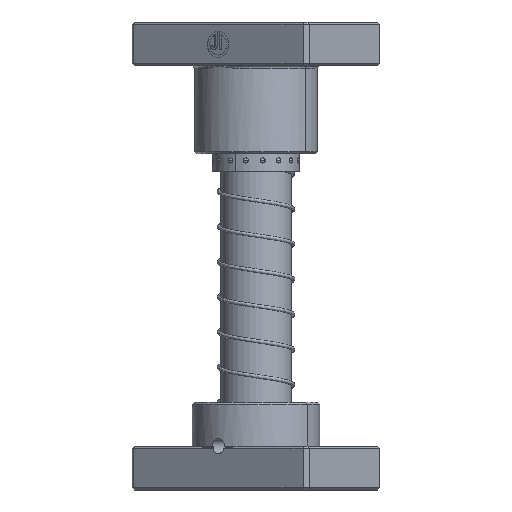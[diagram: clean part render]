
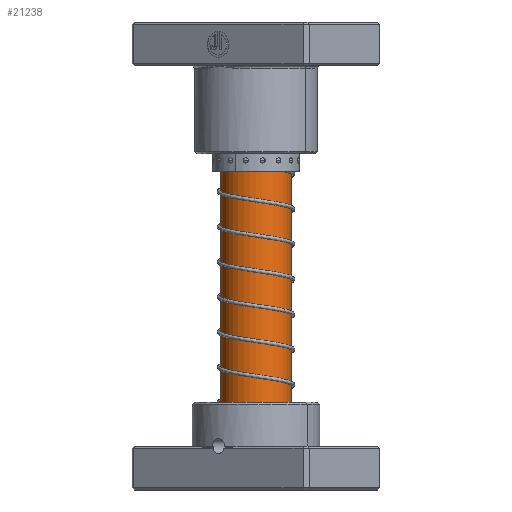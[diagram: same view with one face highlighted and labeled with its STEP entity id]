
A CAD part, front view. The second image highlights one B-rep face of the part: STEP entity #21238.
In plain terms, the highlighted cylindrical face has radius 16 mm (diameter 32 mm), a partial arc.
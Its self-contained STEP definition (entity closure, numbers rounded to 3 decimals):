
#287 = DIRECTION ( 'NONE',  ( 0., 0., -1. ) ) ;
#981 = ORIENTED_EDGE ( 'NONE', *, *, #35230, .T. ) ;
#1497 = CARTESIAN_POINT ( 'NONE',  ( 16., 0., 177. ) ) ;
#2472 = DIRECTION ( 'NONE',  ( 0., 0., -1. ) ) ;
#2672 = CIRCLE ( 'NONE', #28816, 16. ) ;
#5001 = EDGE_LOOP ( 'NONE', ( #26110, #981, #28321, #14599 ) ) ;
#6830 = CARTESIAN_POINT ( 'NONE',  ( -16., 0., 180. ) ) ;
#7380 = EDGE_CURVE ( 'NONE', #30753, #19108, #2672, .T. ) ;
#8661 = VECTOR ( 'NONE', #13453, 1000. ) ;
#10289 = CIRCLE ( 'NONE', #18171, 16. ) ;
#10572 = EDGE_CURVE ( 'NONE', #41952, #19108, #40162, .T. ) ;
#11512 = CARTESIAN_POINT ( 'NONE',  ( -16., 0., 177. ) ) ;
#13453 = DIRECTION ( 'NONE',  ( 0., 0., -1. ) ) ;
#14599 = ORIENTED_EDGE ( 'NONE', *, *, #7380, .F. ) ;
#15730 = CARTESIAN_POINT ( 'NONE',  ( -16., 0., 24.25 ) ) ;
#16895 = CYLINDRICAL_SURFACE ( 'NONE', #19734, 16. ) ;
#17268 = LINE ( 'NONE', #29704, #8661 ) ;
#18171 = AXIS2_PLACEMENT_3D ( 'NONE', #21922, #2472, #25218 ) ;
#19108 = VERTEX_POINT ( 'NONE', #15730 ) ;
#19306 = DIRECTION ( 'NONE',  ( 0., 0., -1. ) ) ;
#19734 = AXIS2_PLACEMENT_3D ( 'NONE', #23216, #287, #19949 ) ;
#19949 = DIRECTION ( 'NONE',  ( -1., 0., 0. ) ) ;
#21238 = ADVANCED_FACE ( 'NONE', ( #29678 ), #16895, .T. ) ;
#21922 = CARTESIAN_POINT ( 'NONE',  ( 0., 0., 177. ) ) ;
#22443 = VERTEX_POINT ( 'NONE', #1497 ) ;
#22980 = DIRECTION ( 'NONE',  ( 0., 0., -1. ) ) ;
#23216 = CARTESIAN_POINT ( 'NONE',  ( 0., 0., 180. ) ) ;
#25218 = DIRECTION ( 'NONE',  ( 1., 0., 0. ) ) ;
#26110 = ORIENTED_EDGE ( 'NONE', *, *, #27394, .F. ) ;
#27394 = EDGE_CURVE ( 'NONE', #22443, #30753, #17268, .T. ) ;
#27767 = CARTESIAN_POINT ( 'NONE',  ( 16., 0., 24.25 ) ) ;
#28321 = ORIENTED_EDGE ( 'NONE', *, *, #10572, .T. ) ;
#28816 = AXIS2_PLACEMENT_3D ( 'NONE', #38841, #19306, #42100 ) ;
#29678 = FACE_OUTER_BOUND ( 'NONE', #5001, .T. ) ;
#29704 = CARTESIAN_POINT ( 'NONE',  ( 16., 0., 180. ) ) ;
#30472 = VECTOR ( 'NONE', #22980, 1000. ) ;
#30753 = VERTEX_POINT ( 'NONE', #27767 ) ;
#35230 = EDGE_CURVE ( 'NONE', #22443, #41952, #10289, .T. ) ;
#38841 = CARTESIAN_POINT ( 'NONE',  ( 0., 0., 24.25 ) ) ;
#40162 = LINE ( 'NONE', #6830, #30472 ) ;
#41952 = VERTEX_POINT ( 'NONE', #11512 ) ;
#42100 = DIRECTION ( 'NONE',  ( -1., 0., 0. ) ) ;
